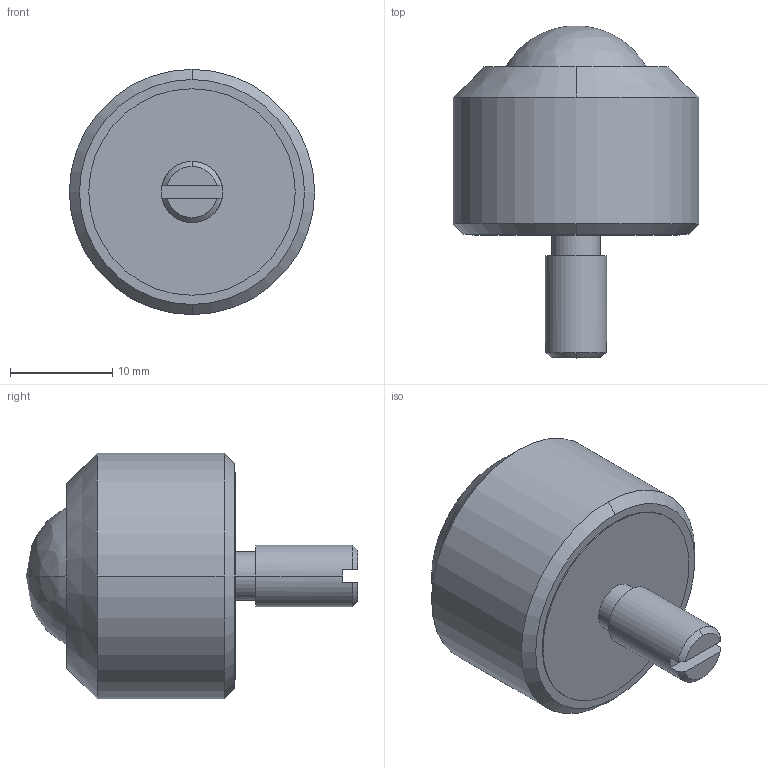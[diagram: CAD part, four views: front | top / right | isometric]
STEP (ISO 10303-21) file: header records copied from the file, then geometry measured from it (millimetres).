
FILE_DESCRIPTION (( 'STEP AP214' ), '1' );
FILE_NAME ('0026954.step', '2020-11-30T10:34:05', ( '' ), ( '' ), 'SwSTEP 2.0', 'SolidWorks 2018', '' );
FILE_SCHEMA (( 'AUTOMOTIVE_DESIGN' ));
Length unit declared in the file: millimetre
Products named in the file (1): 0026954
Bounding box: 24 x 32.47 x 24 mm (x, y, z)
Volume: 7733.2 mm3; surface area: 2297.3 mm2
Topology: 1 solids, 1 shells, 29 faces, 66 edges, 44 vertices
Faces by surface type: plane 10, cone 9, cylinder 8, bspline 2
Entity records: 979 total; most frequent: CARTESIAN_POINT 268, DIRECTION 153, ORIENTED_EDGE 132, EDGE_CURVE 66, AXIS2_PLACEMENT_3D 65, VERTEX_POINT 44, CIRCLE 37, EDGE_LOOP 34
